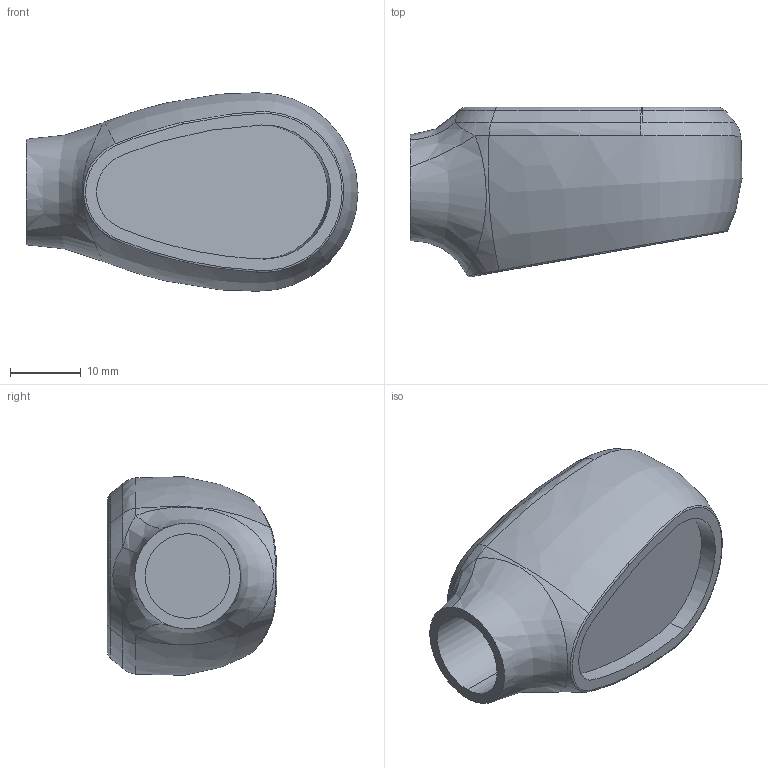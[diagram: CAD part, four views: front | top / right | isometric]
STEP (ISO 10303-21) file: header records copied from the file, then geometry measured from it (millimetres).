
FILE_DESCRIPTION (( 'STEP AP214' ), '1' );
FILE_NAME ('Arm Top.STEP', '2024-12-17T22:16:37', ( '' ), ( '' ), 'SwSTEP 2.0', 'SolidWorks 2020', '' );
FILE_SCHEMA (( 'AUTOMOTIVE_DESIGN' ));
Length unit declared in the file: millimetre
Products named in the file (1): Arm Top
Bounding box: 47.08 x 24.05 x 28.15 mm (x, y, z)
Volume: 12295.6 mm3; surface area: 5785.2 mm2
Topology: 1 solids, 1 shells, 37 faces, 82 edges, 50 vertices
Faces by surface type: bspline 15, cone 6, torus 6, plane 6, cylinder 4
Entity records: 3788 total; most frequent: CARTESIAN_POINT 3044, ORIENTED_EDGE 164, DIRECTION 122, EDGE_CURVE 82, AXIS2_PLACEMENT_3D 55, VERTEX_POINT 50, EDGE_LOOP 40, FACE_OUTER_BOUND 37
